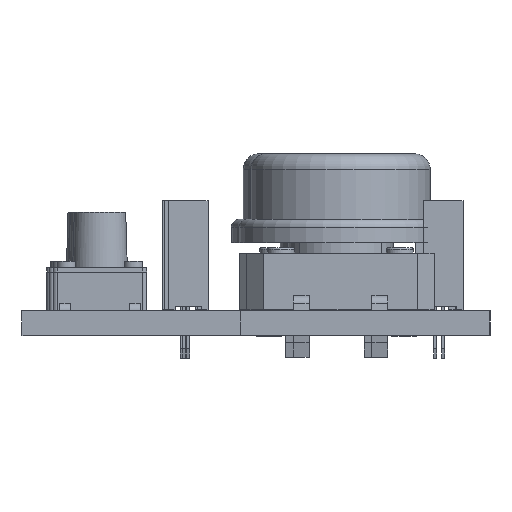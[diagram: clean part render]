
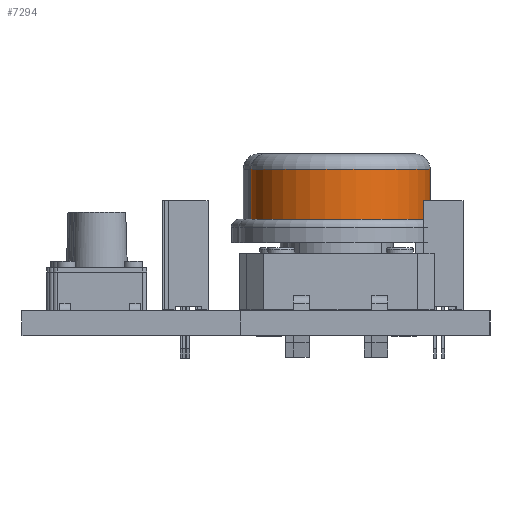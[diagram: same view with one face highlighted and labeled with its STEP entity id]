
A CAD part, left-side view. The second image highlights one B-rep face of the part: STEP entity #7294.
In plain terms, the highlighted cylindrical face has radius 5.75 mm (diameter 11.5 mm), a full revolution.
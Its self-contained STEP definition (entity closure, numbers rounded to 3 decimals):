
#7220 = EDGE_CURVE('',#7221,#7221,#7223,.T.);
#7221 = VERTEX_POINT('',#7222);
#7222 = CARTESIAN_POINT('',(-5.75,0.,5.8));
#7223 = CIRCLE('',#7224,5.75);
#7224 = AXIS2_PLACEMENT_3D('',#7225,#7226,#7227);
#7225 = CARTESIAN_POINT('',(0.,0.,5.8));
#7226 = DIRECTION('',(0.,0.,-1.));
#7227 = DIRECTION('',(1.,0.,0.));
#7261 = EDGE_CURVE('',#7262,#7262,#7264,.T.);
#7262 = VERTEX_POINT('',#7263);
#7263 = CARTESIAN_POINT('',(-5.75,0.,9.));
#7264 = CIRCLE('',#7265,5.75);
#7265 = AXIS2_PLACEMENT_3D('',#7266,#7267,#7268);
#7266 = CARTESIAN_POINT('',(0.,0.,9.));
#7267 = DIRECTION('',(0.,0.,1.));
#7268 = DIRECTION('',(1.,0.,0.));
#7294 = ADVANCED_FACE('',(#7295),#7305,.T.);
#7295 = FACE_BOUND('',#7296,.T.);
#7296 = EDGE_LOOP('',(#7297,#7298,#7303,#7304));
#7297 = ORIENTED_EDGE('',*,*,#7220,.F.);
#7298 = ORIENTED_EDGE('',*,*,#7299,.F.);
#7299 = EDGE_CURVE('',#7262,#7221,#7300,.T.);
#7300 = B_SPLINE_CURVE_WITH_KNOTS('',1,(#7301,#7302),.UNSPECIFIED.,.F.,
  .F.,(2,2),(1.,4.2),.PIECEWISE_BEZIER_KNOTS.);
#7301 = CARTESIAN_POINT('',(-5.75,0.,9.));
#7302 = CARTESIAN_POINT('',(-5.75,0.,5.8));
#7303 = ORIENTED_EDGE('',*,*,#7261,.F.);
#7304 = ORIENTED_EDGE('',*,*,#7299,.T.);
#7305 = CYLINDRICAL_SURFACE('',#7306,5.75);
#7306 = AXIS2_PLACEMENT_3D('',#7307,#7308,#7309);
#7307 = CARTESIAN_POINT('',(0.,0.,10.));
#7308 = DIRECTION('',(0.,0.,-1.));
#7309 = DIRECTION('',(1.,0.,0.));
